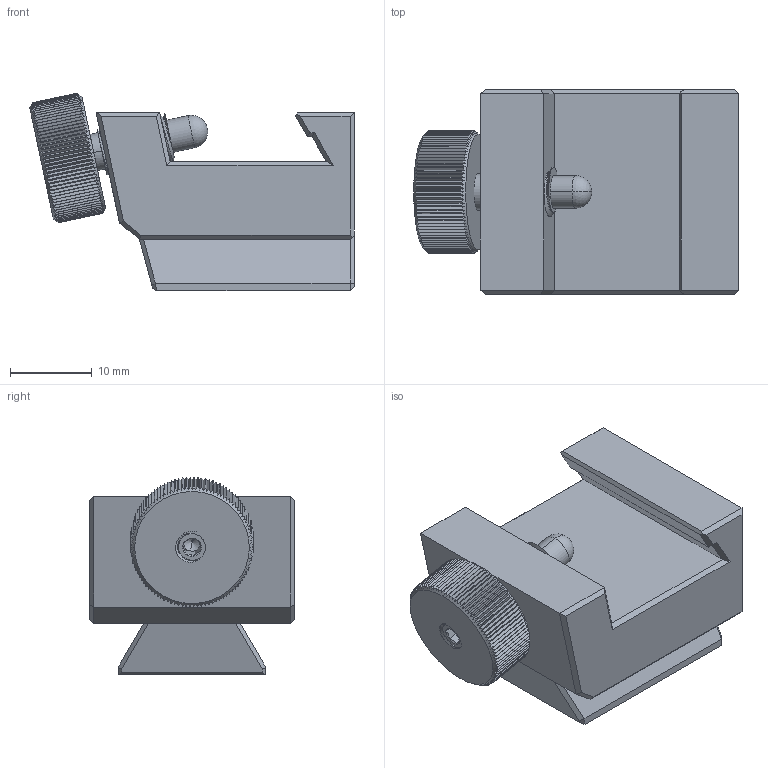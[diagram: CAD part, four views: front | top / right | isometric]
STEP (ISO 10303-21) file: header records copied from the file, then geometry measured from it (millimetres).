
FILE_DESCRIPTION((''),'2;1');
FILE_NAME('OOP-RV25_ASM','2024-12-04T14:09:59',('R&D'),(''),'CREO PARAMETRIC BY PTC INC, 2021063','CREO PARAMETRIC BY PTC INC, 2021063','');
FILE_SCHEMA(('CONFIG_CONTROL_DESIGN'));
Length unit declared in the file: millimetre
Products named in the file (8): OOP-RV25-A1; OOP-RV25-A3; OOP-RV25-A4; ISO14579-M2X6-8_8; OOP-RV25-A5; M4X4_HS_7; OOP-RV25-A2_ASM; OOP-RV25_ASM
Assembly tree (7 placements, depth 3):
  OOP-RV25_ASM
    OOP-RV25-A1
    OOP-RV25-A2_ASM
      OOP-RV25-A3
      OOP-RV25-A4
      ISO14579-M2X6-8_8
      OOP-RV25-A5
      M4X4_HS_7
Bounding box: 39.64 x 25 x 24.11 mm (x, y, z)
Volume: 12412.9 mm3; surface area: 5761 mm2
Topology: 6 solids, 6 shells, 537 faces, 1476 edges, 953 vertices
Faces by surface type: plane 284, cylinder 181, bspline 47, cone 21, sphere 2, torus 2
Entity records: 26727 total; most frequent: CARTESIAN_POINT 14004, ORIENTED_EDGE 2940, DIRECTION 2180, EDGE_CURVE 1470, VERTEX_POINT 953, AXIS2_PLACEMENT_3D 802, B_SPLINE_CURVE_WITH_KNOTS 602, VECTOR 576
